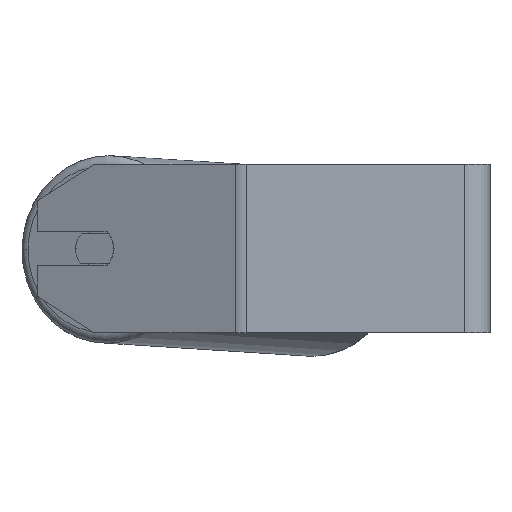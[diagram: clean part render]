
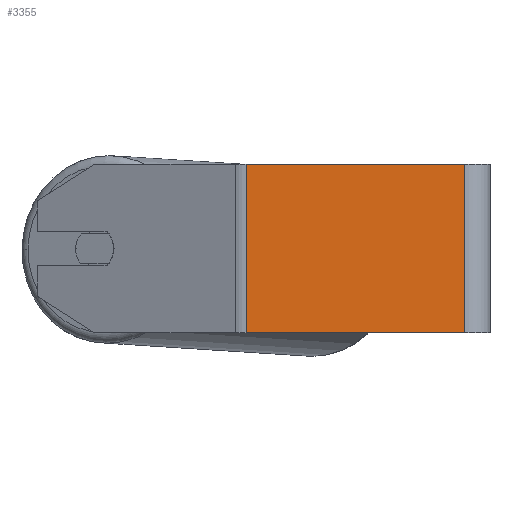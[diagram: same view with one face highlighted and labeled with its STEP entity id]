
A CAD part, left-side view. The second image highlights one B-rep face of the part: STEP entity #3355.
In plain terms, the highlighted planar face has unit normal (-1, 0, 0).
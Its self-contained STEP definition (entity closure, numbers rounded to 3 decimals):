
#108 = DIRECTION ( 'NONE',  ( 0., 0., -1. ) ) ;
#354 = CARTESIAN_POINT ( 'NONE',  ( -280., 115.669, 40. ) ) ;
#396 = DIRECTION ( 'NONE',  ( 0., 0., -1. ) ) ;
#651 = ORIENTED_EDGE ( 'NONE', *, *, #4372, .T. ) ;
#767 = EDGE_CURVE ( 'NONE', #5291, #5000, #6443, .T. ) ;
#949 = EDGE_CURVE ( 'NONE', #3643, #5291, #6628, .T. ) ;
#1216 = PLANE ( 'NONE',  #4138 ) ;
#1387 = DIRECTION ( 'NONE',  ( 0., 0., -1. ) ) ;
#1589 = ORIENTED_EDGE ( 'NONE', *, *, #767, .F. ) ;
#1638 = VECTOR ( 'NONE', #1387, 1000. ) ;
#2089 = LINE ( 'NONE', #354, #5443 ) ;
#2178 = EDGE_CURVE ( 'NONE', #6575, #5000, #5681, .T. ) ;
#2401 = DIRECTION ( 'NONE',  ( 1., 0., 0. ) ) ;
#2870 = CARTESIAN_POINT ( 'NONE',  ( -280., 12., -40. ) ) ;
#2908 = FACE_OUTER_BOUND ( 'NONE', #3272, .T. ) ;
#3272 = EDGE_LOOP ( 'NONE', ( #5480, #1589, #5300, #651 ) ) ;
#3341 = CARTESIAN_POINT ( 'NONE',  ( -280., 118.329, 40. ) ) ;
#3355 = ADVANCED_FACE ( 'NONE', ( #2908 ), #1216, .F. ) ;
#3465 = CARTESIAN_POINT ( 'NONE',  ( -280., 118.329, -40. ) ) ;
#3643 = VERTEX_POINT ( 'NONE', #5492 ) ;
#3919 = DIRECTION ( 'NONE',  ( 0., -1., 0. ) ) ;
#4138 = AXIS2_PLACEMENT_3D ( 'NONE', #5716, #2401, #108 ) ;
#4372 = EDGE_CURVE ( 'NONE', #3643, #6575, #2089, .T. ) ;
#4583 = VECTOR ( 'NONE', #6001, 1000. ) ;
#4836 = VECTOR ( 'NONE', #3919, 1000. ) ;
#5000 = VERTEX_POINT ( 'NONE', #2870 ) ;
#5291 = VERTEX_POINT ( 'NONE', #7274 ) ;
#5300 = ORIENTED_EDGE ( 'NONE', *, *, #949, .F. ) ;
#5443 = VECTOR ( 'NONE', #396, 1000. ) ;
#5480 = ORIENTED_EDGE ( 'NONE', *, *, #2178, .T. ) ;
#5492 = CARTESIAN_POINT ( 'NONE',  ( -280., 115.669, 40. ) ) ;
#5643 = CARTESIAN_POINT ( 'NONE',  ( -280., 115.669, -40. ) ) ;
#5681 = LINE ( 'NONE', #3465, #4836 ) ;
#5716 = CARTESIAN_POINT ( 'NONE',  ( -280., 118.329, 40. ) ) ;
#6001 = DIRECTION ( 'NONE',  ( 0., -1., 0. ) ) ;
#6443 = LINE ( 'NONE', #6522, #1638 ) ;
#6522 = CARTESIAN_POINT ( 'NONE',  ( -280., 12., 40. ) ) ;
#6575 = VERTEX_POINT ( 'NONE', #5643 ) ;
#6628 = LINE ( 'NONE', #3341, #4583 ) ;
#7274 = CARTESIAN_POINT ( 'NONE',  ( -280., 12., 40. ) ) ;
